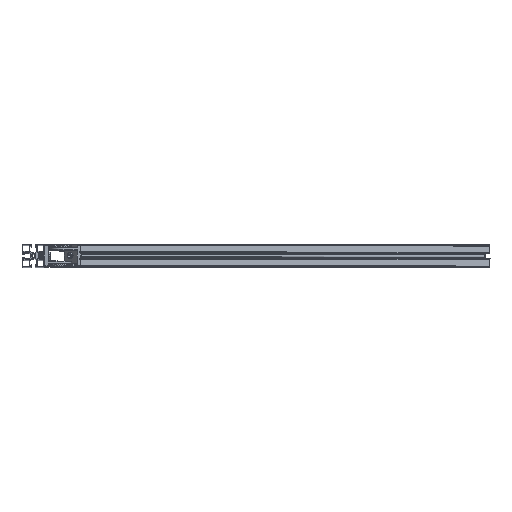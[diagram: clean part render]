
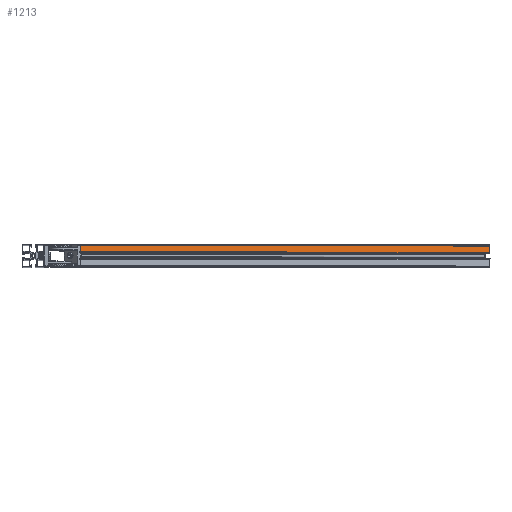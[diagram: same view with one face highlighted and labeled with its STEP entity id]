
A CAD part, top view. The second image highlights one B-rep face of the part: STEP entity #1213.
In plain terms, the highlighted free-form (B-spline) face has degree [1, 1] with [2, 2] control points.
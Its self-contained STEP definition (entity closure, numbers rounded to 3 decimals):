
#1161=CARTESIAN_POINT('',(-40.816,77.398,-20.));
#1162=VERTEX_POINT('',#1161);
#1169=CARTESIAN_POINT('',(959.184,77.398,-20.));
#1170=VERTEX_POINT('',#1169);
#1171=CARTESIAN_POINT('',(-40.816,77.398,-20.));
#1172=CARTESIAN_POINT('',(959.184,77.398,-20.));
#1173=B_SPLINE_CURVE_WITH_KNOTS('',1,(#1171,#1172),.POLYLINE_FORM.,.F.,.U.,(2,2),(0.,1.),.UNSPECIFIED.);
#1174=EDGE_CURVE('',#1162,#1170,#1173,.T.);
#1186=CARTESIAN_POINT('',(959.184,77.398,131.872));
#1187=CARTESIAN_POINT('',(-92.688,77.398,131.872));
#1188=CARTESIAN_POINT('',(959.184,77.398,-171.872));
#1189=CARTESIAN_POINT('',(-92.688,77.398,-171.872));
#1190=B_SPLINE_SURFACE_WITH_KNOTS('',1,1,((#1186,#1187),(#1188,#1189)),.PLANE_SURF.,.F.,.F.,.U.,(2,2),(2,2),(0.,1.),(0.,1.),.UNSPECIFIED.);
#1191=CARTESIAN_POINT('',(-40.816,77.398,-4.151));
#1192=VERTEX_POINT('',#1191);
#1193=CARTESIAN_POINT('',(-40.816,77.398,-20.));
#1194=CARTESIAN_POINT('',(-40.816,77.398,-4.151));
#1195=B_SPLINE_CURVE_WITH_KNOTS('',1,(#1193,#1194),.POLYLINE_FORM.,.F.,.U.,(2,2),(0.,1.),.UNSPECIFIED.);
#1196=EDGE_CURVE('',#1162,#1192,#1195,.T.);
#1197=ORIENTED_EDGE('',*,*,#1196,.T.);
#1198=CARTESIAN_POINT('',(959.184,77.398,-4.151));
#1199=VERTEX_POINT('',#1198);
#1200=CARTESIAN_POINT('',(-40.816,77.398,-4.151));
#1201=CARTESIAN_POINT('',(959.184,77.398,-4.151));
#1202=B_SPLINE_CURVE_WITH_KNOTS('',1,(#1200,#1201),.POLYLINE_FORM.,.F.,.U.,(2,2),(0.,1.),.UNSPECIFIED.);
#1203=EDGE_CURVE('',#1192,#1199,#1202,.T.);
#1204=ORIENTED_EDGE('',*,*,#1203,.T.);
#1205=CARTESIAN_POINT('',(959.184,77.398,-20.));
#1206=CARTESIAN_POINT('',(959.184,77.398,-4.151));
#1207=B_SPLINE_CURVE_WITH_KNOTS('',1,(#1205,#1206),.POLYLINE_FORM.,.F.,.U.,(2,2),(0.,1.),.UNSPECIFIED.);
#1208=EDGE_CURVE('',#1170,#1199,#1207,.T.);
#1209=ORIENTED_EDGE('',*,*,#1208,.F.);
#1210=ORIENTED_EDGE('',*,*,#1174,.F.);
#1211=EDGE_LOOP('',(#1197,#1204,#1209,#1210));
#1212=FACE_OUTER_BOUND('',#1211,.T.);
#1213=ADVANCED_FACE('',(#1212),#1190,.T.);
